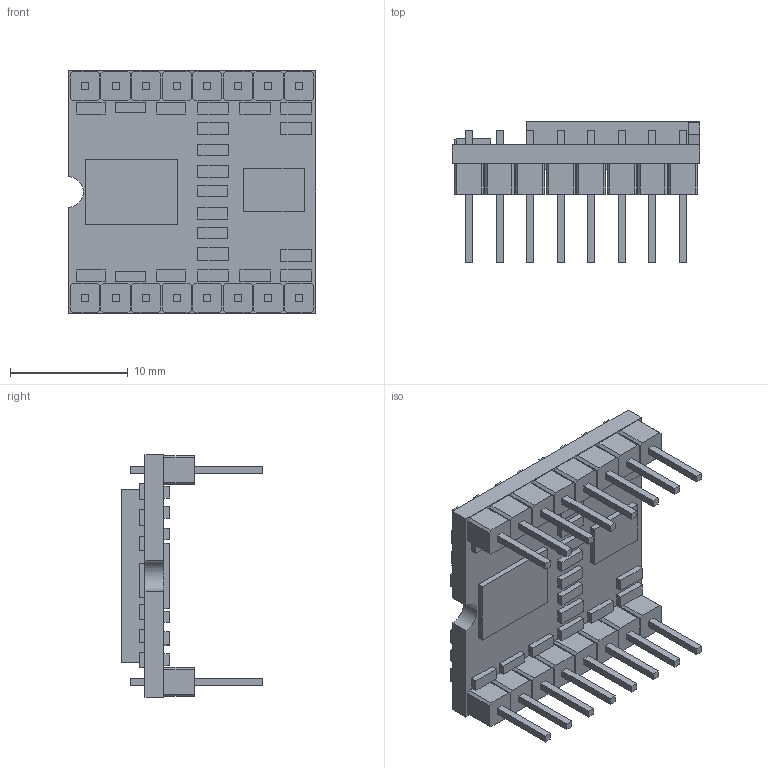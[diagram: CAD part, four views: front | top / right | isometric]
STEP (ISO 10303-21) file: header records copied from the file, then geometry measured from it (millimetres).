
FILE_DESCRIPTION (( 'STEP AP214' ), '1' );
FILE_NAME ('Mini MP3-ïëååð äëÿ Arduino.STEP', '2016-07-09T12:22:41', ( '' ), ( '' ), 'SwSTEP 2.0', 'SolidWorks 2016', '' );
FILE_SCHEMA (( 'AUTOMOTIVE_DESIGN' ));
Length unit declared in the file: millimetre
Products named in the file (1): Mini MP3-ïëååð äëÿ Arduino
Bounding box: 21.1 x 12 x 20.65 mm (x, y, z)
Volume: 1343.6 mm3; surface area: 2841.6 mm2
Topology: 3 solids, 3 shells, 486 faces, 1206 edges, 804 vertices
Faces by surface type: plane 485, cylinder 1
Entity records: 16551 total; most frequent: CARTESIAN_POINT 2497, ORIENTED_EDGE 2412, DIRECTION 2182, EDGE_CURVE 1206, VECTOR 1204, LINE 1204, VERTEX_POINT 804, EDGE_LOOP 564
